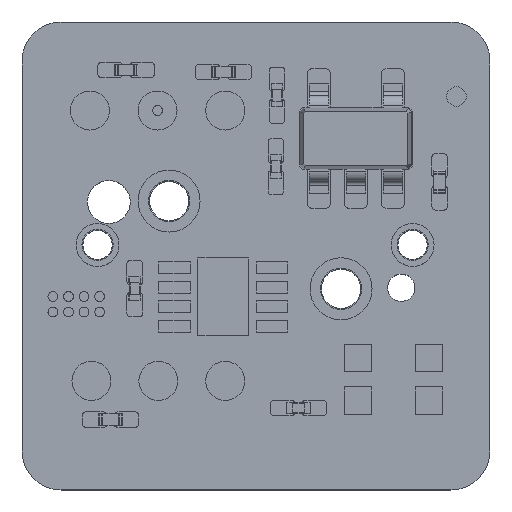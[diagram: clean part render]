
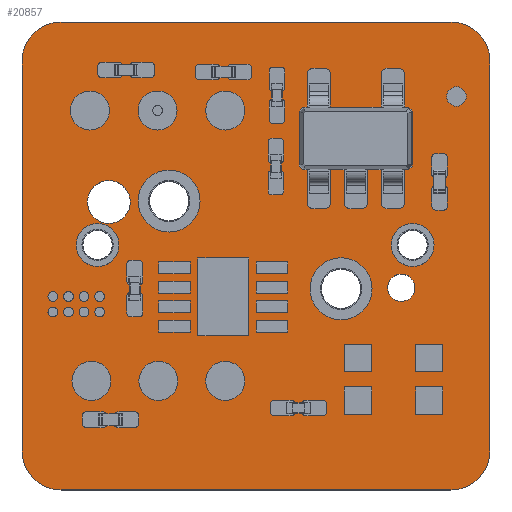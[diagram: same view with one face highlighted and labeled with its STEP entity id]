
A CAD part, top view. The second image highlights one B-rep face of the part: STEP entity #20857.
In plain terms, the highlighted planar face has unit normal (0, 0, 1).
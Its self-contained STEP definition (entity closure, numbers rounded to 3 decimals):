
#20642 = VERTEX_POINT('',#20643);
#20643 = CARTESIAN_POINT('',(150.37,-89.33,1.51));
#20649 = EDGE_CURVE('',#20642,#20650,#20652,.T.);
#20650 = VERTEX_POINT('',#20651);
#20651 = CARTESIAN_POINT('',(151.37,-90.33,1.51));
#20652 = CIRCLE('',#20653,1.);
#20653 = AXIS2_PLACEMENT_3D('',#20654,#20655,#20656);
#20654 = CARTESIAN_POINT('',(150.37,-90.33,1.51));
#20655 = DIRECTION('',(0.,0.,-1.));
#20656 = DIRECTION('',(0.,1.,0.));
#20684 = VERTEX_POINT('',#20685);
#20685 = CARTESIAN_POINT('',(140.37,-89.33,1.51));
#20691 = EDGE_CURVE('',#20684,#20642,#20692,.T.);
#20692 = LINE('',#20693,#20694);
#20693 = CARTESIAN_POINT('',(140.37,-89.33,1.51));
#20694 = VECTOR('',#20695,1.);
#20695 = DIRECTION('',(1.,0.,0.));
#20713 = EDGE_CURVE('',#20650,#20714,#20716,.T.);
#20714 = VERTEX_POINT('',#20715);
#20715 = CARTESIAN_POINT('',(151.37,-100.33,1.51));
#20716 = LINE('',#20717,#20718);
#20717 = CARTESIAN_POINT('',(151.37,-90.33,1.51));
#20718 = VECTOR('',#20719,1.);
#20719 = DIRECTION('',(0.,-1.,0.));
#20857 = ADVANCED_FACE('',(#20858,#20904,#20915,#20926,#20937,#20948,
    #20959),#20970,.T.);
#20858 = FACE_BOUND('',#20859,.T.);
#20859 = EDGE_LOOP('',(#20860,#20861,#20862,#20871,#20879,#20888,#20896,
    #20903));
#20860 = ORIENTED_EDGE('',*,*,#20649,.F.);
#20861 = ORIENTED_EDGE('',*,*,#20691,.F.);
#20862 = ORIENTED_EDGE('',*,*,#20863,.F.);
#20863 = EDGE_CURVE('',#20864,#20684,#20866,.T.);
#20864 = VERTEX_POINT('',#20865);
#20865 = CARTESIAN_POINT('',(139.37,-90.33,1.51));
#20866 = CIRCLE('',#20867,1.);
#20867 = AXIS2_PLACEMENT_3D('',#20868,#20869,#20870);
#20868 = CARTESIAN_POINT('',(140.37,-90.33,1.51));
#20869 = DIRECTION('',(0.,0.,-1.));
#20870 = DIRECTION('',(-1.,0.,-0.));
#20871 = ORIENTED_EDGE('',*,*,#20872,.F.);
#20872 = EDGE_CURVE('',#20873,#20864,#20875,.T.);
#20873 = VERTEX_POINT('',#20874);
#20874 = CARTESIAN_POINT('',(139.37,-100.33,1.51));
#20875 = LINE('',#20876,#20877);
#20876 = CARTESIAN_POINT('',(139.37,-100.33,1.51));
#20877 = VECTOR('',#20878,1.);
#20878 = DIRECTION('',(0.,1.,0.));
#20879 = ORIENTED_EDGE('',*,*,#20880,.F.);
#20880 = EDGE_CURVE('',#20881,#20873,#20883,.T.);
#20881 = VERTEX_POINT('',#20882);
#20882 = CARTESIAN_POINT('',(140.37,-101.33,1.51));
#20883 = CIRCLE('',#20884,1.);
#20884 = AXIS2_PLACEMENT_3D('',#20885,#20886,#20887);
#20885 = CARTESIAN_POINT('',(140.37,-100.33,1.51));
#20886 = DIRECTION('',(0.,0.,-1.));
#20887 = DIRECTION('',(0.,-1.,0.));
#20888 = ORIENTED_EDGE('',*,*,#20889,.F.);
#20889 = EDGE_CURVE('',#20890,#20881,#20892,.T.);
#20890 = VERTEX_POINT('',#20891);
#20891 = CARTESIAN_POINT('',(150.37,-101.33,1.51));
#20892 = LINE('',#20893,#20894);
#20893 = CARTESIAN_POINT('',(150.37,-101.33,1.51));
#20894 = VECTOR('',#20895,1.);
#20895 = DIRECTION('',(-1.,0.,0.));
#20896 = ORIENTED_EDGE('',*,*,#20897,.F.);
#20897 = EDGE_CURVE('',#20714,#20890,#20898,.T.);
#20898 = CIRCLE('',#20899,1.);
#20899 = AXIS2_PLACEMENT_3D('',#20900,#20901,#20902);
#20900 = CARTESIAN_POINT('',(150.37,-100.33,1.51));
#20901 = DIRECTION('',(0.,0.,-1.));
#20902 = DIRECTION('',(1.,0.,0.));
#20903 = ORIENTED_EDGE('',*,*,#20713,.F.);
#20904 = FACE_BOUND('',#20905,.T.);
#20905 = EDGE_LOOP('',(#20906));
#20906 = ORIENTED_EDGE('',*,*,#20907,.T.);
#20907 = EDGE_CURVE('',#20908,#20908,#20910,.T.);
#20908 = VERTEX_POINT('',#20909);
#20909 = CARTESIAN_POINT('',(141.306,-95.447,1.51));
#20910 = CIRCLE('',#20911,0.4);
#20911 = AXIS2_PLACEMENT_3D('',#20912,#20913,#20914);
#20912 = CARTESIAN_POINT('',(141.306,-95.047,1.51));
#20913 = DIRECTION('',(-0.,0.,-1.));
#20914 = DIRECTION('',(-0.,-1.,0.));
#20915 = FACE_BOUND('',#20916,.T.);
#20916 = EDGE_LOOP('',(#20917));
#20917 = ORIENTED_EDGE('',*,*,#20918,.T.);
#20918 = EDGE_CURVE('',#20919,#20919,#20921,.T.);
#20919 = VERTEX_POINT('',#20920);
#20920 = CARTESIAN_POINT('',(147.551,-96.702,1.51));
#20921 = CIRCLE('',#20922,0.53);
#20922 = AXIS2_PLACEMENT_3D('',#20923,#20924,#20925);
#20923 = CARTESIAN_POINT('',(147.551,-96.172,1.51));
#20924 = DIRECTION('',(-0.,0.,-1.));
#20925 = DIRECTION('',(-0.,-1.,0.));
#20926 = FACE_BOUND('',#20927,.T.);
#20927 = EDGE_LOOP('',(#20928));
#20928 = ORIENTED_EDGE('',*,*,#20929,.T.);
#20929 = EDGE_CURVE('',#20930,#20930,#20932,.T.);
#20930 = VERTEX_POINT('',#20931);
#20931 = CARTESIAN_POINT('',(149.096,-96.497,1.51));
#20932 = CIRCLE('',#20933,0.35);
#20933 = AXIS2_PLACEMENT_3D('',#20934,#20935,#20936);
#20934 = CARTESIAN_POINT('',(149.096,-96.147,1.51));
#20935 = DIRECTION('',(-0.,0.,-1.));
#20936 = DIRECTION('',(-0.,-1.,0.));
#20937 = FACE_BOUND('',#20938,.T.);
#20938 = EDGE_LOOP('',(#20939));
#20939 = ORIENTED_EDGE('',*,*,#20940,.T.);
#20940 = EDGE_CURVE('',#20941,#20941,#20943,.T.);
#20941 = VERTEX_POINT('',#20942);
#20942 = CARTESIAN_POINT('',(141.596,-94.497,1.51));
#20943 = CIRCLE('',#20944,0.55);
#20944 = AXIS2_PLACEMENT_3D('',#20945,#20946,#20947);
#20945 = CARTESIAN_POINT('',(141.596,-93.947,1.51));
#20946 = DIRECTION('',(-0.,0.,-1.));
#20947 = DIRECTION('',(-0.,-1.,0.));
#20948 = FACE_BOUND('',#20949,.T.);
#20949 = EDGE_LOOP('',(#20950));
#20950 = ORIENTED_EDGE('',*,*,#20951,.T.);
#20951 = EDGE_CURVE('',#20952,#20952,#20954,.T.);
#20952 = VERTEX_POINT('',#20953);
#20953 = CARTESIAN_POINT('',(143.141,-94.452,1.51));
#20954 = CIRCLE('',#20955,0.53);
#20955 = AXIS2_PLACEMENT_3D('',#20956,#20957,#20958);
#20956 = CARTESIAN_POINT('',(143.141,-93.922,1.51));
#20957 = DIRECTION('',(-0.,0.,-1.));
#20958 = DIRECTION('',(-0.,-1.,0.));
#20959 = FACE_BOUND('',#20960,.T.);
#20960 = EDGE_LOOP('',(#20961));
#20961 = ORIENTED_EDGE('',*,*,#20962,.T.);
#20962 = EDGE_CURVE('',#20963,#20963,#20965,.T.);
#20963 = VERTEX_POINT('',#20964);
#20964 = CARTESIAN_POINT('',(149.386,-95.447,1.51));
#20965 = CIRCLE('',#20966,0.4);
#20966 = AXIS2_PLACEMENT_3D('',#20967,#20968,#20969);
#20967 = CARTESIAN_POINT('',(149.386,-95.047,1.51));
#20968 = DIRECTION('',(-0.,0.,-1.));
#20969 = DIRECTION('',(-0.,-1.,0.));
#20970 = PLANE('',#20971);
#20971 = AXIS2_PLACEMENT_3D('',#20972,#20973,#20974);
#20972 = CARTESIAN_POINT('',(0.,0.,1.51));
#20973 = DIRECTION('',(0.,0.,1.));
#20974 = DIRECTION('',(1.,0.,-0.));
